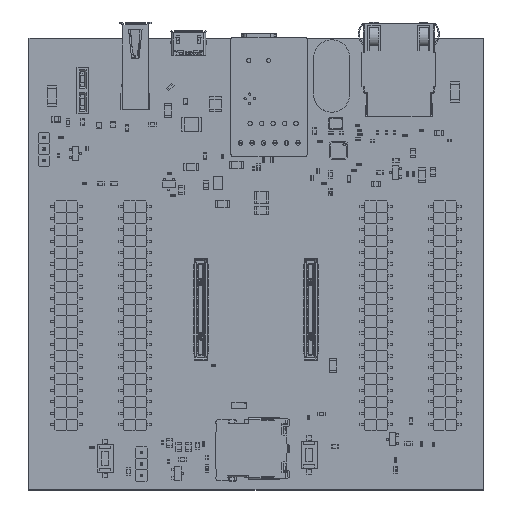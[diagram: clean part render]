
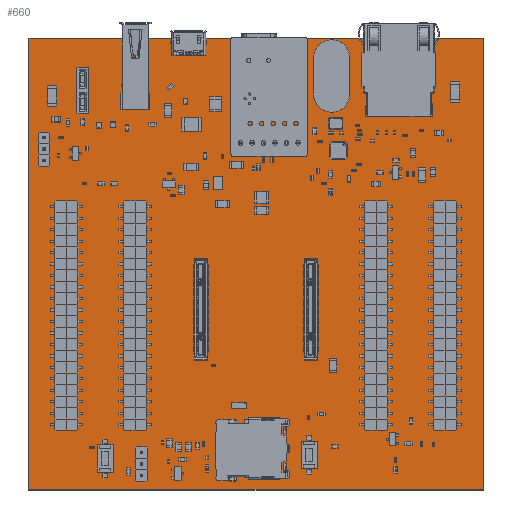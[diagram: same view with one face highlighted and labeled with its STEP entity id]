
A CAD part, top view. The second image highlights one B-rep face of the part: STEP entity #660.
In plain terms, the highlighted planar face has unit normal (0, 0, 1).
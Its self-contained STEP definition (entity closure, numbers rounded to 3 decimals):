
#499 = VERTEX_POINT('',#500);
#500 = CARTESIAN_POINT('',(0.,0.,0.));
#506 = EDGE_CURVE('',#499,#507,#509,.T.);
#507 = VERTEX_POINT('',#508);
#508 = CARTESIAN_POINT('',(0.,100.,0.));
#509 = LINE('',#510,#511);
#510 = CARTESIAN_POINT('',(0.,0.,0.));
#511 = VECTOR('',#512,1.);
#512 = DIRECTION('',(0.,1.,0.));
#537 = EDGE_CURVE('',#507,#538,#540,.T.);
#538 = VERTEX_POINT('',#539);
#539 = CARTESIAN_POINT('',(1.,100.,0.));
#540 = LINE('',#541,#542);
#541 = CARTESIAN_POINT('',(0.,100.,0.));
#542 = VECTOR('',#543,1.);
#543 = DIRECTION('',(1.,0.,0.));
#568 = EDGE_CURVE('',#538,#569,#571,.T.);
#569 = VERTEX_POINT('',#570);
#570 = CARTESIAN_POINT('',(100.5,100.,0.));
#571 = LINE('',#572,#573);
#572 = CARTESIAN_POINT('',(1.,100.,0.));
#573 = VECTOR('',#574,1.);
#574 = DIRECTION('',(1.,0.,0.));
#599 = EDGE_CURVE('',#569,#600,#602,.T.);
#600 = VERTEX_POINT('',#601);
#601 = CARTESIAN_POINT('',(100.5,0.,0.));
#602 = LINE('',#603,#604);
#603 = CARTESIAN_POINT('',(100.5,100.,0.));
#604 = VECTOR('',#605,1.);
#605 = DIRECTION('',(0.,-1.,0.));
#630 = EDGE_CURVE('',#600,#499,#631,.T.);
#631 = LINE('',#632,#633);
#632 = CARTESIAN_POINT('',(100.5,0.,0.));
#633 = VECTOR('',#634,1.);
#634 = DIRECTION('',(-1.,0.,0.));
#660 = ADVANCED_FACE('',(#661),#668,.T.);
#661 = FACE_BOUND('',#662,.F.);
#662 = EDGE_LOOP('',(#663,#664,#665,#666,#667));
#663 = ORIENTED_EDGE('',*,*,#506,.T.);
#664 = ORIENTED_EDGE('',*,*,#537,.T.);
#665 = ORIENTED_EDGE('',*,*,#568,.T.);
#666 = ORIENTED_EDGE('',*,*,#599,.T.);
#667 = ORIENTED_EDGE('',*,*,#630,.T.);
#668 = PLANE('',#669);
#669 = AXIS2_PLACEMENT_3D('',#670,#671,#672);
#670 = CARTESIAN_POINT('',(0.,0.,0.));
#671 = DIRECTION('',(0.,0.,1.));
#672 = DIRECTION('',(1.,0.,0.));
